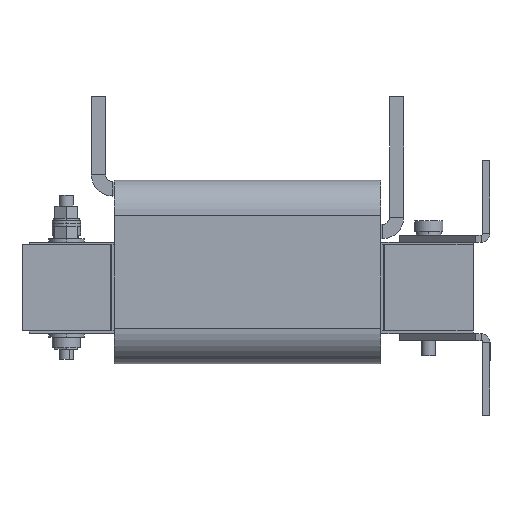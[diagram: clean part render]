
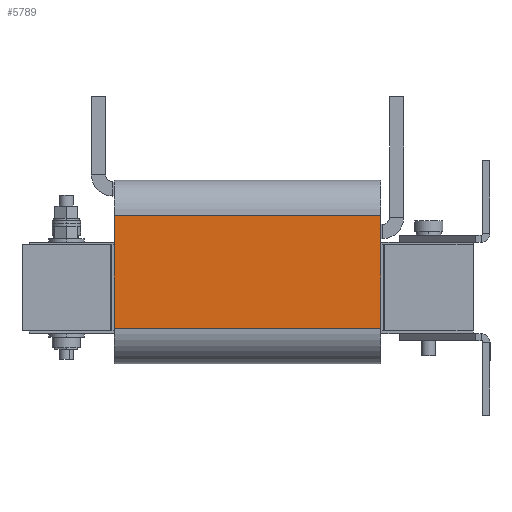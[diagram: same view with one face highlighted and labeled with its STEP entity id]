
A CAD part, left-side view. The second image highlights one B-rep face of the part: STEP entity #5789.
In plain terms, the highlighted planar face has unit normal (-1, 0, 0).
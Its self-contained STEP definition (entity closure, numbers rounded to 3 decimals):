
#1124 = CARTESIAN_POINT ( 'NONE',  ( -142., 75., 40.75 ) ) ;
#1142 = CARTESIAN_POINT ( 'NONE',  ( -142., 75., -22.75 ) ) ;
#1659 = EDGE_CURVE ( 'NONE', #9836, #8747, #10996, .T. ) ;
#1744 = CARTESIAN_POINT ( 'NONE',  ( -142., -75., -22.75 ) ) ;
#1830 = PLANE ( 'NONE',  #7869 ) ;
#2968 = DIRECTION ( 'NONE',  ( 1., 0., 0. ) ) ;
#3299 = CARTESIAN_POINT ( 'NONE',  ( -142., -75., -22.75 ) ) ;
#4349 = VECTOR ( 'NONE', #8701, 1000. ) ;
#4702 = ORIENTED_EDGE ( 'NONE', *, *, #5558, .F. ) ;
#5558 = EDGE_CURVE ( 'NONE', #8747, #6320, #8006, .T. ) ;
#5735 = CARTESIAN_POINT ( 'NONE',  ( -142., 75., -22.75 ) ) ;
#5789 = ADVANCED_FACE ( 'NONE', ( #9006 ), #1830, .F. ) ;
#5797 = CARTESIAN_POINT ( 'NONE',  ( -142., 75., -22.75 ) ) ;
#5848 = DIRECTION ( 'NONE',  ( 0., -1., 0. ) ) ;
#6185 = EDGE_CURVE ( 'NONE', #8977, #6320, #7963, .T. ) ;
#6320 = VERTEX_POINT ( 'NONE', #11559 ) ;
#7030 = CARTESIAN_POINT ( 'NONE',  ( -142., 75., -22.75 ) ) ;
#7136 = DIRECTION ( 'NONE',  ( 0., 0., 1. ) ) ;
#7646 = EDGE_LOOP ( 'NONE', ( #10416, #4702, #12152, #11236 ) ) ;
#7869 = AXIS2_PLACEMENT_3D ( 'NONE', #5735, #2968, #5848 ) ;
#7963 = LINE ( 'NONE', #3299, #8658 ) ;
#8006 = LINE ( 'NONE', #11793, #4349 ) ;
#8082 = DIRECTION ( 'NONE',  ( 0., -1., 0. ) ) ;
#8292 = VECTOR ( 'NONE', #11938, 1000. ) ;
#8658 = VECTOR ( 'NONE', #7136, 1000. ) ;
#8701 = DIRECTION ( 'NONE',  ( 0., -1., 0. ) ) ;
#8747 = VERTEX_POINT ( 'NONE', #1124 ) ;
#8977 = VERTEX_POINT ( 'NONE', #1744 ) ;
#9006 = FACE_OUTER_BOUND ( 'NONE', #7646, .T. ) ;
#9757 = LINE ( 'NONE', #1142, #11735 ) ;
#9836 = VERTEX_POINT ( 'NONE', #5797 ) ;
#10416 = ORIENTED_EDGE ( 'NONE', *, *, #6185, .T. ) ;
#10996 = LINE ( 'NONE', #7030, #8292 ) ;
#11236 = ORIENTED_EDGE ( 'NONE', *, *, #11885, .T. ) ;
#11559 = CARTESIAN_POINT ( 'NONE',  ( -142., -75., 40.75 ) ) ;
#11735 = VECTOR ( 'NONE', #8082, 1000. ) ;
#11793 = CARTESIAN_POINT ( 'NONE',  ( -142., 75., 40.75 ) ) ;
#11885 = EDGE_CURVE ( 'NONE', #9836, #8977, #9757, .T. ) ;
#11938 = DIRECTION ( 'NONE',  ( 0., 0., 1. ) ) ;
#12152 = ORIENTED_EDGE ( 'NONE', *, *, #1659, .F. ) ;
